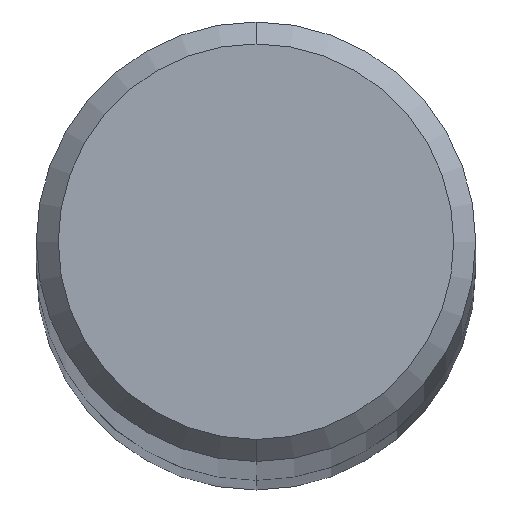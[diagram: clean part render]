
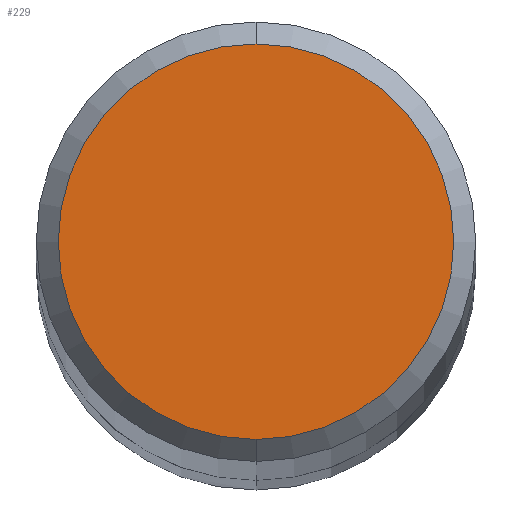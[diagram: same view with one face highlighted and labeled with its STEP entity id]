
A CAD part, top view. The second image highlights one B-rep face of the part: STEP entity #229.
In plain terms, the highlighted planar face has unit normal (0, 0, 1).
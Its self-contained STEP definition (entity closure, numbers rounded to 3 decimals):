
#217=VERTEX_POINT('',#504);
#229=ADVANCED_FACE('',(#517),#518,.T.);
#249=VERTEX_POINT('',#541);
#363=EDGE_CURVE('',#217,#249,#664,.T.);
#427=EDGE_CURVE('',#249,#217,#736,.T.);
#504=CARTESIAN_POINT('',(0.0,0.9,47.0));
#517=FACE_OUTER_BOUND('',#993,.T.);
#518=PLANE('',#994);
#541=CARTESIAN_POINT('',(0.,-0.9,47.0));
#664=CIRCLE('',#1243,0.9);
#736=CIRCLE('',#1425,0.9);
#993=EDGE_LOOP('',(#1492,#1493));
#994=AXIS2_PLACEMENT_3D('',#1494,#1495,#1496);
#1243=AXIS2_PLACEMENT_3D('',#1649,#1650,#1651);
#1425=AXIS2_PLACEMENT_3D('',#1746,#1747,#1748);
#1492=ORIENTED_EDGE('',*,*,#363,.F.);
#1493=ORIENTED_EDGE('',*,*,#427,.F.);
#1494=CARTESIAN_POINT('',(0.0,0.45,47.0));
#1495=DIRECTION('',(0.0,0.0,1.0));
#1496=DIRECTION('',(0.0,-1.0,0.0));
#1649=CARTESIAN_POINT('',(0.0,0.0,47.0));
#1650=DIRECTION('',(0.0,0.0,-1.0));
#1651=DIRECTION('',(0.0,1.0,0.0));
#1746=CARTESIAN_POINT('',(0.0,0.0,47.0));
#1747=DIRECTION('',(0.0,0.0,-1.0));
#1748=DIRECTION('',(0.0,1.0,0.0));
